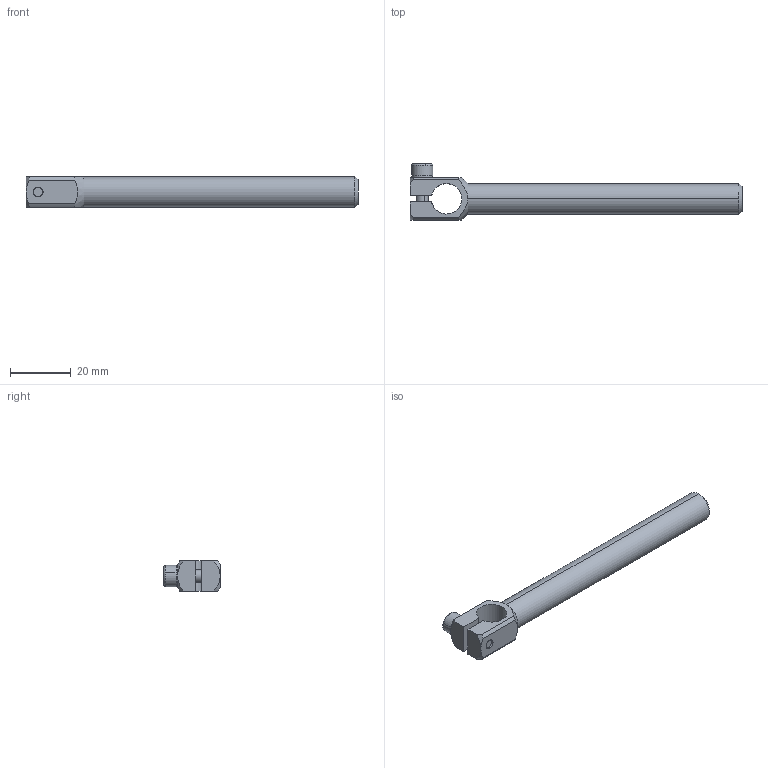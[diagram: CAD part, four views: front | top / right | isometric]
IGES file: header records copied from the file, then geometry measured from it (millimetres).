
Global section: file name: No Iges File Name specified; native system: AutoDesk Inventor R11.0; preprocessor: AutoDesk Inventor Iges Exporter R11.0; author: No Author specified; organization: No Organization specified; date: 20080116.153734; units: millimetre
Bounding box: 109 x 18.5 x 10 mm (x, y, z)
Volume: 5510 mm3; surface area: 6546.4 mm2
Topology: 3 solids, 3 shells, 63 faces, 145 edges, 89 vertices
Faces by surface type: plane 26, cylinder 12, cone 10, bspline 8, revolution 5, torus 2
